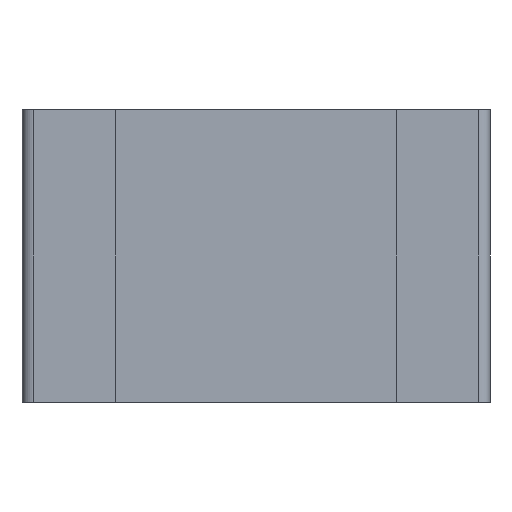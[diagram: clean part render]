
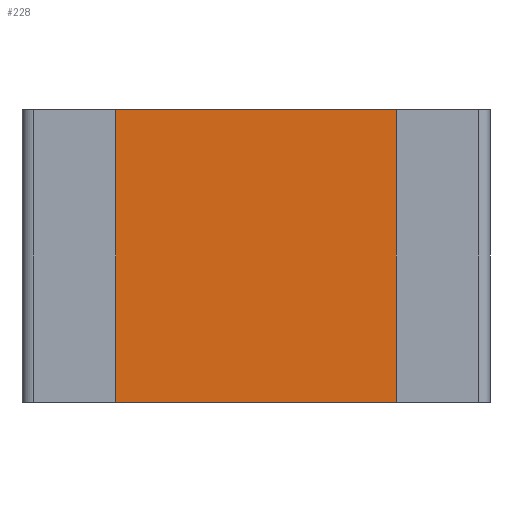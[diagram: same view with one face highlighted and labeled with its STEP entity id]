
A CAD part, front view. The second image highlights one B-rep face of the part: STEP entity #228.
In plain terms, the highlighted planar face has unit normal (0, -1, 0).
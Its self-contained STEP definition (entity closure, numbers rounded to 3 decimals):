
#228 = ADVANCED_FACE ( 'NONE', ( #5909 ), #2790, .F. ) ;
#293 = VECTOR ( 'NONE', #4110, 1000. ) ;
#365 = ORIENTED_EDGE ( 'NONE', *, *, #6190, .F. ) ;
#466 = CARTESIAN_POINT ( 'NONE',  ( -0.95, 0.05, 0.625 ) ) ;
#740 = EDGE_CURVE ( 'NONE', #2148, #823, #5150, .T. ) ;
#823 = VERTEX_POINT ( 'NONE', #994 ) ;
#994 = CARTESIAN_POINT ( 'NONE',  ( 0.95, 0.05, -0.625 ) ) ;
#1646 = EDGE_LOOP ( 'NONE', ( #2675, #1777, #5965, #365 ) ) ;
#1777 = ORIENTED_EDGE ( 'NONE', *, *, #3667, .F. ) ;
#1932 = CARTESIAN_POINT ( 'NONE',  ( -0.95, 0.05, -0.625 ) ) ;
#2148 = VERTEX_POINT ( 'NONE', #2600 ) ;
#2600 = CARTESIAN_POINT ( 'NONE',  ( 0.95, 0.05, 0.625 ) ) ;
#2664 = DIRECTION ( 'NONE',  ( -1., 0., 0. ) ) ;
#2675 = ORIENTED_EDGE ( 'NONE', *, *, #6491, .F. ) ;
#2721 = LINE ( 'NONE', #5904, #2722 ) ;
#2722 = VECTOR ( 'NONE', #4446, 1000. ) ;
#2790 = PLANE ( 'NONE',  #5337 ) ;
#3002 = LINE ( 'NONE', #1932, #5267 ) ;
#3287 = DIRECTION ( 'NONE',  ( 0., 1., 0. ) ) ;
#3667 = EDGE_CURVE ( 'NONE', #823, #6207, #4730, .T. ) ;
#3853 = CARTESIAN_POINT ( 'NONE',  ( 0., 0.05, 0. ) ) ;
#4110 = DIRECTION ( 'NONE',  ( 0., 0., -1. ) ) ;
#4446 = DIRECTION ( 'NONE',  ( 1., 0., 0. ) ) ;
#4730 = LINE ( 'NONE', #6456, #5469 ) ;
#5110 = DIRECTION ( 'NONE',  ( 0., 0., 1. ) ) ;
#5150 = LINE ( 'NONE', #6184, #293 ) ;
#5155 = CARTESIAN_POINT ( 'NONE',  ( -0.95, 0.05, -0.625 ) ) ;
#5211 = VERTEX_POINT ( 'NONE', #466 ) ;
#5267 = VECTOR ( 'NONE', #5110, 1000. ) ;
#5337 = AXIS2_PLACEMENT_3D ( 'NONE', #3853, #3287, #5974 ) ;
#5469 = VECTOR ( 'NONE', #2664, 1000. ) ;
#5904 = CARTESIAN_POINT ( 'NONE',  ( -0.95, 0.05, 0.625 ) ) ;
#5909 = FACE_OUTER_BOUND ( 'NONE', #1646, .T. ) ;
#5965 = ORIENTED_EDGE ( 'NONE', *, *, #740, .F. ) ;
#5974 = DIRECTION ( 'NONE',  ( 0., 0., 1. ) ) ;
#6184 = CARTESIAN_POINT ( 'NONE',  ( 0.95, 0.05, -0.625 ) ) ;
#6190 = EDGE_CURVE ( 'NONE', #5211, #2148, #2721, .T. ) ;
#6207 = VERTEX_POINT ( 'NONE', #5155 ) ;
#6456 = CARTESIAN_POINT ( 'NONE',  ( -0.95, 0.05, -0.625 ) ) ;
#6491 = EDGE_CURVE ( 'NONE', #6207, #5211, #3002, .T. ) ;
